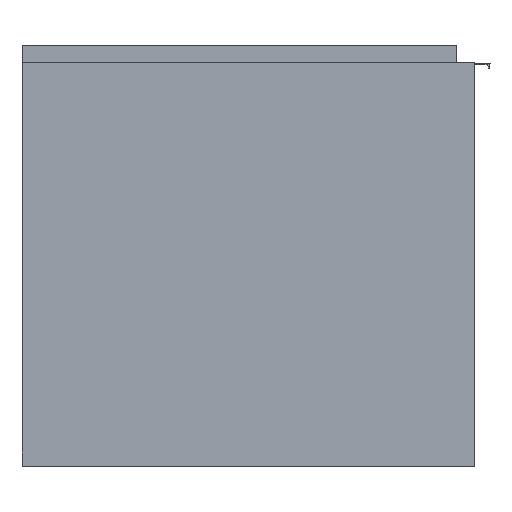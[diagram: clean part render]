
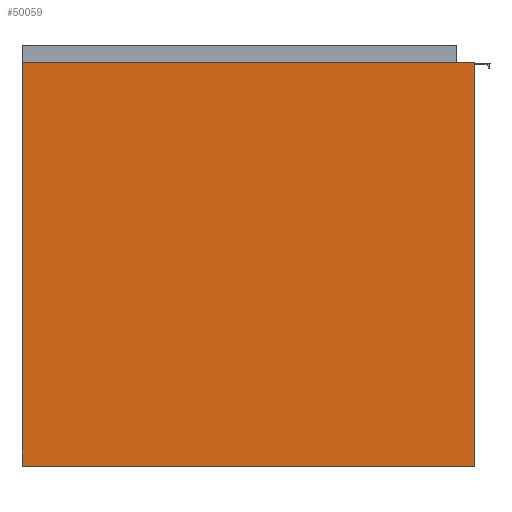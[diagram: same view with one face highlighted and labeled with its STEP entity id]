
A CAD part, left-side view. The second image highlights one B-rep face of the part: STEP entity #50059.
In plain terms, the highlighted planar face has unit normal (-1, 0, 0).
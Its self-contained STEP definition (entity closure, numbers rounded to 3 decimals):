
#3485=FACE_OUTER_BOUND('',#6246,.T.);
#6246=EDGE_LOOP('',(#33595,#33596,#33597,#33598));
#9414=LINE('',#72336,#15150);
#9418=LINE('',#72345,#15154);
#9420=LINE('',#72348,#15156);
#9422=LINE('',#72351,#15158);
#15150=VECTOR('',#57682,462.);
#15154=VECTOR('',#57688,462.);
#15156=VECTOR('',#57692,412.);
#15158=VECTOR('',#57696,412.);
#20836=VERTEX_POINT('',#72333);
#20837=VERTEX_POINT('',#72335);
#20840=VERTEX_POINT('',#72342);
#20841=VERTEX_POINT('',#72344);
#25900=EDGE_CURVE('',#20836,#20837,#9414,.T.);
#25904=EDGE_CURVE('',#20840,#20841,#9418,.T.);
#25906=EDGE_CURVE('',#20837,#20840,#9420,.T.);
#25908=EDGE_CURVE('',#20836,#20841,#9422,.T.);
#33595=ORIENTED_EDGE('',*,*,#25908,.T.);
#33596=ORIENTED_EDGE('',*,*,#25904,.F.);
#33597=ORIENTED_EDGE('',*,*,#25906,.F.);
#33598=ORIENTED_EDGE('',*,*,#25900,.F.);
#48138=PLANE('',#52893);
#50059=ADVANCED_FACE('',(#3485),#48138,.F.);
#52893=AXIS2_PLACEMENT_3D('',#72350,#57694,#57695);
#57682=DIRECTION('',(0.,-1.,0.));
#57688=DIRECTION('',(0.,1.,0.));
#57692=DIRECTION('',(0.,0.,-1.));
#57694=DIRECTION('center_axis',(1.,0.,0.));
#57695=DIRECTION('ref_axis',(0.,0.,-1.));
#57696=DIRECTION('',(0.,0.,-1.));
#72333=CARTESIAN_POINT('',(0.,0.,412.));
#72335=CARTESIAN_POINT('',(0.,-462.,412.));
#72336=CARTESIAN_POINT('',(0.,-231.,412.));
#72342=CARTESIAN_POINT('',(0.,-462.,0.));
#72344=CARTESIAN_POINT('',(0.,0.,0.));
#72345=CARTESIAN_POINT('',(0.,-231.,0.));
#72348=CARTESIAN_POINT('',(0.,-462.,206.));
#72350=CARTESIAN_POINT('Origin',(0.,-231.,206.));
#72351=CARTESIAN_POINT('',(0.,0.,206.));
